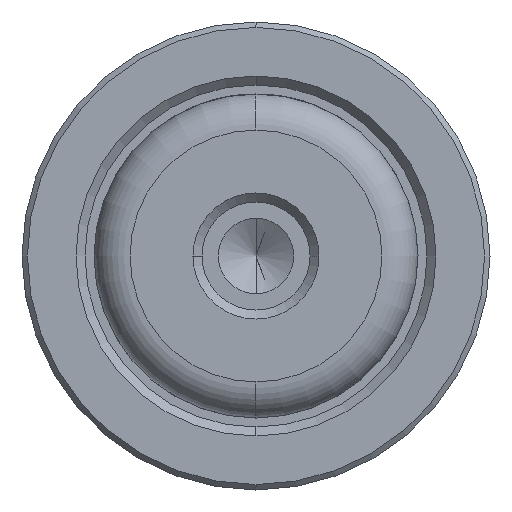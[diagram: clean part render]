
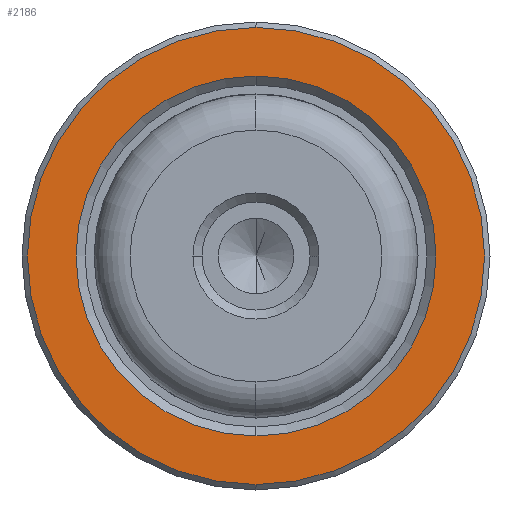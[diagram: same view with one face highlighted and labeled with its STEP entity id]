
A CAD part, left-side view. The second image highlights one B-rep face of the part: STEP entity #2186.
In plain terms, the highlighted planar face has unit normal (-1, 0, 0).
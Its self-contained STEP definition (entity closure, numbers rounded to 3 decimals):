
#41 = CARTESIAN_POINT ( 'NONE',  ( 20., 0., 10. ) ) ;
#95 = CARTESIAN_POINT ( 'NONE',  ( 20., 0., 0. ) ) ;
#144 = AXIS2_PLACEMENT_3D ( 'NONE', #226, #1512, #408 ) ;
#186 = AXIS2_PLACEMENT_3D ( 'NONE', #1610, #514, #1796 ) ;
#202 = CIRCLE ( 'NONE', #186, 12.7 ) ;
#226 = CARTESIAN_POINT ( 'NONE',  ( 20., 0., 0. ) ) ;
#244 = DIRECTION ( 'NONE',  ( 0., 0., 1. ) ) ;
#268 = DIRECTION ( 'NONE',  ( 0., 0., -1. ) ) ;
#351 = EDGE_LOOP ( 'NONE', ( #1164, #2111 ) ) ;
#355 = CIRCLE ( 'NONE', #2126, 12.7 ) ;
#408 = DIRECTION ( 'NONE',  ( 0., 0., -1. ) ) ;
#451 = CIRCLE ( 'NONE', #517, 10. ) ;
#514 = DIRECTION ( 'NONE',  ( -1., 0., 0. ) ) ;
#517 = AXIS2_PLACEMENT_3D ( 'NONE', #95, #1367, #268 ) ;
#546 = EDGE_CURVE ( 'NONE', #1694, #699, #451, .T. ) ;
#600 = PLANE ( 'NONE',  #999 ) ;
#697 = VERTEX_POINT ( 'NONE', #1134 ) ;
#699 = VERTEX_POINT ( 'NONE', #41 ) ;
#764 = FACE_BOUND ( 'NONE', #351, .T. ) ;
#770 = ORIENTED_EDGE ( 'NONE', *, *, #1921, .T. ) ;
#778 = CARTESIAN_POINT ( 'NONE',  ( 20., -9., 0. ) ) ;
#860 = EDGE_CURVE ( 'NONE', #1785, #697, #355, .T. ) ;
#999 = AXIS2_PLACEMENT_3D ( 'NONE', #778, #1345, #244 ) ;
#1041 = CARTESIAN_POINT ( 'NONE',  ( 20., 0., 0. ) ) ;
#1134 = CARTESIAN_POINT ( 'NONE',  ( 20., 0., -12.7 ) ) ;
#1164 = ORIENTED_EDGE ( 'NONE', *, *, #2155, .T. ) ;
#1208 = ORIENTED_EDGE ( 'NONE', *, *, #860, .T. ) ;
#1224 = DIRECTION ( 'NONE',  ( 0., 0., 1. ) ) ;
#1262 = CIRCLE ( 'NONE', #144, 10. ) ;
#1345 = DIRECTION ( 'NONE',  ( -1., 0., 0. ) ) ;
#1367 = DIRECTION ( 'NONE',  ( 1., 0., 0. ) ) ;
#1512 = DIRECTION ( 'NONE',  ( 1., 0., 0. ) ) ;
#1610 = CARTESIAN_POINT ( 'NONE',  ( 20., 0., 0. ) ) ;
#1694 = VERTEX_POINT ( 'NONE', #1866 ) ;
#1785 = VERTEX_POINT ( 'NONE', #2087 ) ;
#1796 = DIRECTION ( 'NONE',  ( 0., 0., 1. ) ) ;
#1866 = CARTESIAN_POINT ( 'NONE',  ( 20., 0., -10. ) ) ;
#1921 = EDGE_CURVE ( 'NONE', #697, #1785, #202, .T. ) ;
#2048 = EDGE_LOOP ( 'NONE', ( #770, #1208 ) ) ;
#2087 = CARTESIAN_POINT ( 'NONE',  ( 20., 0., 12.7 ) ) ;
#2111 = ORIENTED_EDGE ( 'NONE', *, *, #546, .T. ) ;
#2126 = AXIS2_PLACEMENT_3D ( 'NONE', #1041, #2331, #1224 ) ;
#2136 = FACE_OUTER_BOUND ( 'NONE', #2048, .T. ) ;
#2155 = EDGE_CURVE ( 'NONE', #699, #1694, #1262, .T. ) ;
#2186 = ADVANCED_FACE ( 'NONE', ( #2136, #764 ), #600, .T. ) ;
#2331 = DIRECTION ( 'NONE',  ( -1., 0., 0. ) ) ;
